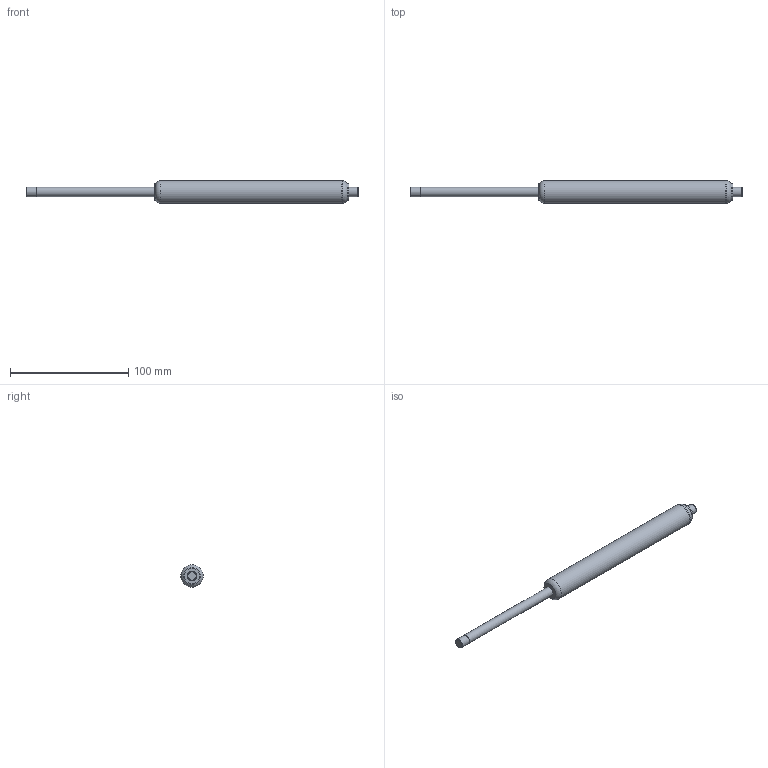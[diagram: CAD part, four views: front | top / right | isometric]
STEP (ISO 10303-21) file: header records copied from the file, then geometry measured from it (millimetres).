
FILE_DESCRIPTION((''),'2;1');
FILE_NAME('GF-0819-Hub-100-EBL-264.stp','2011-04-07T15:57:17',('CADNEU'),(''),'Autodesk Inventor 2011','Autodesk Inventor 2011','');
FILE_SCHEMA(('AUTOMOTIVE_DESIGN { 1 0 10303 214 1 1 1 1 }'));
Length unit declared in the file: millimetre
Products named in the file (5): GF-0819-Hub-100-EBL-264; Zylinder_19; Kolbenstange_08; Gewindeanschluß_B0; Gewindeanschluß_N0_19
Assembly tree (4 placements, depth 2):
  GF-0819-Hub-100-EBL-264
    Zylinder_19
    Kolbenstange_08
    Gewindeanschluß_B0
    Gewindeanschluß_N0_19
Bounding box: 281 x 19 x 19 mm (x, y, z)
Volume: 51836.1 mm3; surface area: 13880.9 mm2
Topology: 4 solids, 4 shells, 21 faces, 29 edges, 17 vertices
Faces by surface type: plane 9, cylinder 6, cone 4, torus 2
Full cylindrical faces by diameter (mm): 8 x3, 14.9 x1, 19 x2
Entity records: 573 total; most frequent: DIRECTION 94, CARTESIAN_POINT 64, AXIS2_PLACEMENT_3D 47, ORIENTED_EDGE 34, EDGE_LOOP 34, FACE_OUTER_BOUND 21, ADVANCED_FACE 21, STYLED_ITEM 21
